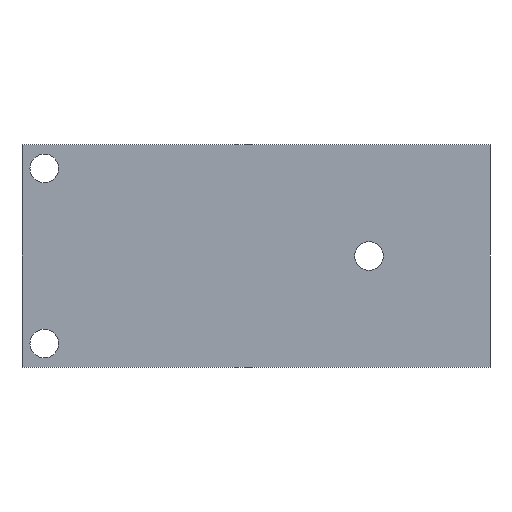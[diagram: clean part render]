
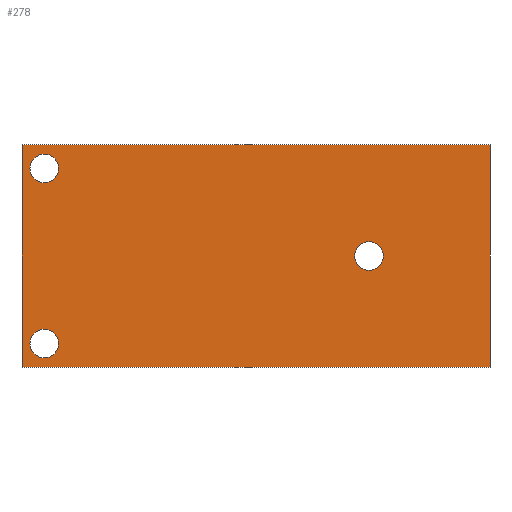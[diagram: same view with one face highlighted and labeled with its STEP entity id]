
A CAD part, front view. The second image highlights one B-rep face of the part: STEP entity #278.
In plain terms, the highlighted planar face has unit normal (0, -1, 0).
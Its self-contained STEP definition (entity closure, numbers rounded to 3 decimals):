
#20=FACE_BOUND('',#61,.T.);
#21=FACE_BOUND('',#62,.T.);
#22=FACE_BOUND('',#63,.T.);
#29=CIRCLE('',#311,1.143);
#30=CIRCLE('',#313,1.143);
#31=CIRCLE('',#315,1.143);
#44=FACE_OUTER_BOUND('',#60,.T.);
#60=EDGE_LOOP('',(#244,#245,#246,#247));
#61=EDGE_LOOP('',(#248));
#62=EDGE_LOOP('',(#249));
#63=EDGE_LOOP('',(#250));
#83=LINE('',#455,#110);
#86=LINE('',#460,#113);
#88=LINE('',#464,#115);
#90=LINE('',#467,#117);
#110=VECTOR('',#378,10.);
#113=VECTOR('',#383,10.);
#115=VECTOR('',#387,10.);
#117=VECTOR('',#391,10.);
#136=VERTEX_POINT('',#441);
#137=VERTEX_POINT('',#445);
#138=VERTEX_POINT('',#449);
#139=VERTEX_POINT('',#453);
#140=VERTEX_POINT('',#454);
#141=VERTEX_POINT('',#459);
#142=VERTEX_POINT('',#463);
#166=EDGE_CURVE('',#136,#136,#29,.T.);
#168=EDGE_CURVE('',#137,#137,#30,.T.);
#170=EDGE_CURVE('',#138,#138,#31,.T.);
#171=EDGE_CURVE('',#139,#140,#83,.T.);
#174=EDGE_CURVE('',#141,#139,#86,.T.);
#176=EDGE_CURVE('',#142,#141,#88,.T.);
#178=EDGE_CURVE('',#140,#142,#90,.T.);
#244=ORIENTED_EDGE('',*,*,#178,.F.);
#245=ORIENTED_EDGE('',*,*,#171,.F.);
#246=ORIENTED_EDGE('',*,*,#174,.F.);
#247=ORIENTED_EDGE('',*,*,#176,.F.);
#248=ORIENTED_EDGE('',*,*,#166,.T.);
#249=ORIENTED_EDGE('',*,*,#168,.T.);
#250=ORIENTED_EDGE('',*,*,#170,.T.);
#260=PLANE('',#320);
#278=ADVANCED_FACE('',(#44,#20,#21,#22),#260,.T.);
#311=AXIS2_PLACEMENT_3D('',#443,#364,#365);
#313=AXIS2_PLACEMENT_3D('',#447,#369,#370);
#315=AXIS2_PLACEMENT_3D('',#451,#374,#375);
#320=AXIS2_PLACEMENT_3D('',#468,#392,#393);
#364=DIRECTION('center_axis',(0.,1.,0.));
#365=DIRECTION('ref_axis',(1.,0.,0.));
#369=DIRECTION('center_axis',(0.,1.,0.));
#370=DIRECTION('ref_axis',(1.,0.,0.));
#374=DIRECTION('center_axis',(0.,1.,0.));
#375=DIRECTION('ref_axis',(1.,0.,0.));
#378=DIRECTION('',(0.,0.,1.));
#383=DIRECTION('',(-1.,0.,0.));
#387=DIRECTION('',(0.,0.,-1.));
#391=DIRECTION('',(1.,0.,0.));
#392=DIRECTION('center_axis',(0.,-1.,0.));
#393=DIRECTION('ref_axis',(0.,0.,-1.));
#441=CARTESIAN_POINT('',(-18.034,0.,-6.985));
#443=CARTESIAN_POINT('Origin',(-16.891,0.,-6.985));
#445=CARTESIAN_POINT('',(-18.034,0.,6.985));
#447=CARTESIAN_POINT('Origin',(-16.891,0.,6.985));
#449=CARTESIAN_POINT('',(7.874,0.,0.));
#451=CARTESIAN_POINT('Origin',(9.017,0.,0.));
#453=CARTESIAN_POINT('',(-18.669,0.,-8.89));
#454=CARTESIAN_POINT('',(-18.669,0.,8.89));
#455=CARTESIAN_POINT('',(-18.669,0.,-8.89));
#459=CARTESIAN_POINT('',(18.669,0.,-8.89));
#460=CARTESIAN_POINT('',(18.669,0.,-8.89));
#463=CARTESIAN_POINT('',(18.669,0.,8.89));
#464=CARTESIAN_POINT('',(18.669,0.,8.89));
#467=CARTESIAN_POINT('',(-18.669,0.,8.89));
#468=CARTESIAN_POINT('Origin',(0.,0.,0.));
